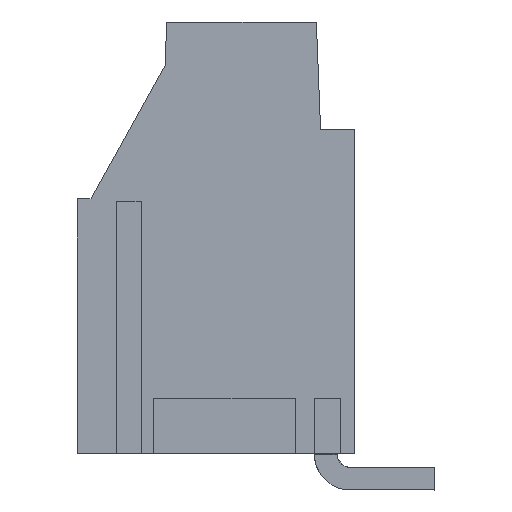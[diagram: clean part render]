
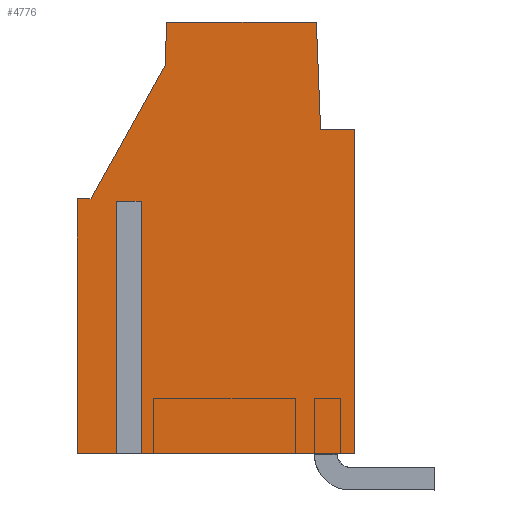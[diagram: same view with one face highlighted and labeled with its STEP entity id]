
A CAD part, left-side view. The second image highlights one B-rep face of the part: STEP entity #4776.
In plain terms, the highlighted planar face has unit normal (-1, 0, 0).
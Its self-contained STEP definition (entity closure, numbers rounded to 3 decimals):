
#4691=AXIS2_PLACEMENT_3D('Plane Axis2P3D',#4688,#4689,#4690) ;
#4256=CARTESIAN_POINT('Vertex',(0.65,3.2,14.3)) ;
#4259=CARTESIAN_POINT('Line Origine',(0.65,3.2,7.875)) ;
#4263=CARTESIAN_POINT('Vertex',(0.65,3.2,1.45)) ;
#4387=CARTESIAN_POINT('Vertex',(0.65,4.705,18.57)) ;
#4390=CARTESIAN_POINT('Line Origine',(0.65,4.622,16.435)) ;
#4394=CARTESIAN_POINT('Vertex',(0.65,4.538,14.3)) ;
#4661=CARTESIAN_POINT('Line Origine',(0.65,3.869,14.3)) ;
#4688=CARTESIAN_POINT('Axis2P3D Location',(0.65,-1.268,0.)) ;
#4693=CARTESIAN_POINT('Line Origine',(0.65,12.35,6.45)) ;
#4697=CARTESIAN_POINT('Vertex',(0.65,12.35,1.45)) ;
#4699=CARTESIAN_POINT('Vertex',(0.65,12.35,11.45)) ;
#4702=CARTESIAN_POINT('Line Origine',(0.65,12.15,11.45)) ;
#4706=CARTESIAN_POINT('Vertex',(0.65,11.95,11.45)) ;
#4709=CARTESIAN_POINT('Line Origine',(0.65,11.95,6.45)) ;
#4713=CARTESIAN_POINT('Vertex',(0.65,11.95,1.45)) ;
#4716=CARTESIAN_POINT('Line Origine',(0.65,7.575,1.45)) ;
#4721=CARTESIAN_POINT('Line Origine',(0.65,7.676,18.57)) ;
#4725=CARTESIAN_POINT('Vertex',(0.65,10.646,18.57)) ;
#4728=CARTESIAN_POINT('Line Origine',(0.65,10.676,17.71)) ;
#4732=CARTESIAN_POINT('Vertex',(0.65,10.706,16.849)) ;
#4735=CARTESIAN_POINT('Line Origine',(0.65,12.176,14.2)) ;
#4739=CARTESIAN_POINT('Vertex',(0.65,13.645,11.55)) ;
#4742=CARTESIAN_POINT('Line Origine',(0.65,13.923,11.55)) ;
#4746=CARTESIAN_POINT('Vertex',(0.65,14.2,11.55)) ;
#4749=CARTESIAN_POINT('Line Origine',(0.65,14.2,6.5)) ;
#4753=CARTESIAN_POINT('Vertex',(0.65,14.2,1.45)) ;
#4756=CARTESIAN_POINT('Line Origine',(0.65,13.275,1.45)) ;
#4260=DIRECTION('Vector Direction',(0.,0.,1.)) ;
#4391=DIRECTION('Vector Direction',(0.,-0.039,-0.999)) ;
#4662=DIRECTION('Vector Direction',(0.,1.,0.)) ;
#4689=DIRECTION('Axis2P3D Direction',(1.,0.,0.)) ;
#4690=DIRECTION('Axis2P3D XDirection',(0.,1.,0.)) ;
#4694=DIRECTION('Vector Direction',(0.,0.,1.)) ;
#4703=DIRECTION('Vector Direction',(0.,-1.,0.)) ;
#4710=DIRECTION('Vector Direction',(0.,0.,1.)) ;
#4717=DIRECTION('Vector Direction',(0.,1.,0.)) ;
#4722=DIRECTION('Vector Direction',(0.,1.,0.)) ;
#4729=DIRECTION('Vector Direction',(0.,0.035,-0.999)) ;
#4736=DIRECTION('Vector Direction',(0.,-0.485,0.875)) ;
#4743=DIRECTION('Vector Direction',(0.,-1.,0.)) ;
#4750=DIRECTION('Vector Direction',(0.,0.,-1.)) ;
#4757=DIRECTION('Vector Direction',(0.,1.,0.)) ;
#4261=VECTOR('Line Direction',#4260,1.) ;
#4392=VECTOR('Line Direction',#4391,1.) ;
#4663=VECTOR('Line Direction',#4662,1.) ;
#4695=VECTOR('Line Direction',#4694,1.) ;
#4704=VECTOR('Line Direction',#4703,1.) ;
#4711=VECTOR('Line Direction',#4710,1.) ;
#4718=VECTOR('Line Direction',#4717,1.) ;
#4723=VECTOR('Line Direction',#4722,1.) ;
#4730=VECTOR('Line Direction',#4729,1.) ;
#4737=VECTOR('Line Direction',#4736,1.) ;
#4744=VECTOR('Line Direction',#4743,1.) ;
#4751=VECTOR('Line Direction',#4750,1.) ;
#4758=VECTOR('Line Direction',#4757,1.) ;
#4762=ORIENTED_EDGE('',*,*,#4701,.T.) ;
#4763=ORIENTED_EDGE('',*,*,#4708,.T.) ;
#4764=ORIENTED_EDGE('',*,*,#4715,.F.) ;
#4765=ORIENTED_EDGE('',*,*,#4720,.F.) ;
#4766=ORIENTED_EDGE('',*,*,#4265,.F.) ;
#4767=ORIENTED_EDGE('',*,*,#4665,.F.) ;
#4768=ORIENTED_EDGE('',*,*,#4396,.F.) ;
#4769=ORIENTED_EDGE('',*,*,#4727,.F.) ;
#4770=ORIENTED_EDGE('',*,*,#4734,.F.) ;
#4771=ORIENTED_EDGE('',*,*,#4741,.F.) ;
#4772=ORIENTED_EDGE('',*,*,#4748,.F.) ;
#4773=ORIENTED_EDGE('',*,*,#4755,.F.) ;
#4774=ORIENTED_EDGE('',*,*,#4760,.F.) ;
#4776=ADVANCED_FACE('2',(#4775),#4692,.F.) ;
#4265=EDGE_CURVE('',#4257,#4264,#4262,.F.) ;
#4396=EDGE_CURVE('',#4388,#4395,#4393,.T.) ;
#4665=EDGE_CURVE('',#4395,#4257,#4664,.F.) ;
#4701=EDGE_CURVE('',#4698,#4700,#4696,.T.) ;
#4708=EDGE_CURVE('',#4700,#4707,#4705,.T.) ;
#4715=EDGE_CURVE('',#4714,#4707,#4712,.T.) ;
#4720=EDGE_CURVE('',#4264,#4714,#4719,.T.) ;
#4727=EDGE_CURVE('',#4726,#4388,#4724,.F.) ;
#4734=EDGE_CURVE('',#4733,#4726,#4731,.F.) ;
#4741=EDGE_CURVE('',#4740,#4733,#4738,.T.) ;
#4748=EDGE_CURVE('',#4747,#4740,#4745,.T.) ;
#4755=EDGE_CURVE('',#4754,#4747,#4752,.F.) ;
#4760=EDGE_CURVE('',#4698,#4754,#4759,.T.) ;
#4761=EDGE_LOOP('',(#4762,#4763,#4764,#4765,#4766,#4767,#4768,#4769,#4770,#4771,#4772,#4773,#4774)) ;
#4775=FACE_OUTER_BOUND('',#4761,.T.) ;
#4262=LINE('Line',#4259,#4261) ;
#4393=LINE('Line',#4390,#4392) ;
#4664=LINE('Line',#4661,#4663) ;
#4696=LINE('Line',#4693,#4695) ;
#4705=LINE('Line',#4702,#4704) ;
#4712=LINE('Line',#4709,#4711) ;
#4719=LINE('Line',#4716,#4718) ;
#4724=LINE('Line',#4721,#4723) ;
#4731=LINE('Line',#4728,#4730) ;
#4738=LINE('Line',#4735,#4737) ;
#4745=LINE('Line',#4742,#4744) ;
#4752=LINE('Line',#4749,#4751) ;
#4759=LINE('Line',#4756,#4758) ;
#4692=PLANE('',#4691) ;
#4257=VERTEX_POINT('',#4256) ;
#4264=VERTEX_POINT('',#4263) ;
#4388=VERTEX_POINT('',#4387) ;
#4395=VERTEX_POINT('',#4394) ;
#4698=VERTEX_POINT('',#4697) ;
#4700=VERTEX_POINT('',#4699) ;
#4707=VERTEX_POINT('',#4706) ;
#4714=VERTEX_POINT('',#4713) ;
#4726=VERTEX_POINT('',#4725) ;
#4733=VERTEX_POINT('',#4732) ;
#4740=VERTEX_POINT('',#4739) ;
#4747=VERTEX_POINT('',#4746) ;
#4754=VERTEX_POINT('',#4753) ;
